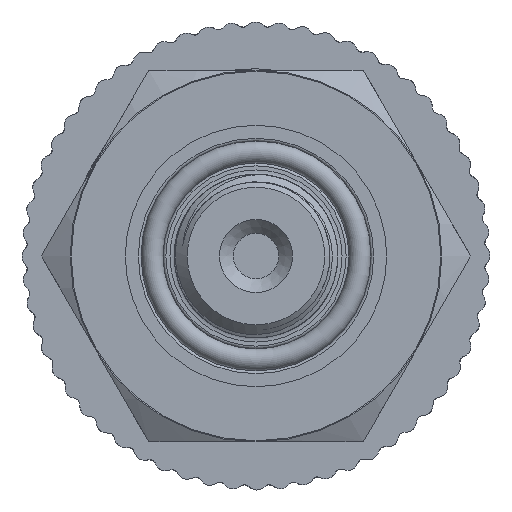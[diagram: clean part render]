
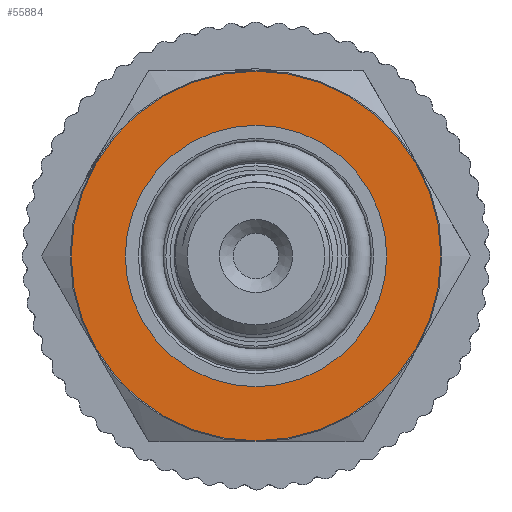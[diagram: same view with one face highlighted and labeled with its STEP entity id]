
A CAD part, left-side view. The second image highlights one B-rep face of the part: STEP entity #55884.
In plain terms, the highlighted planar face has unit normal (-1, 0, 0).
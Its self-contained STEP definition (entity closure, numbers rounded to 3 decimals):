
#5073=PLANE('',#59290);
#7223=FACE_BOUND('',#11808,.T.);
#8258=FACE_OUTER_BOUND('',#11807,.T.);
#11807=EDGE_LOOP('',(#38825));
#11808=EDGE_LOOP('',(#38826));
#15464=CIRCLE('',#59291,13.425);
#15465=CIRCLE('',#59292,9.5);
#22898=VERTEX_POINT('',#95169);
#22899=VERTEX_POINT('',#95171);
#29043=EDGE_CURVE('',#22898,#22898,#15464,.T.);
#29044=EDGE_CURVE('',#22899,#22899,#15465,.T.);
#38825=ORIENTED_EDGE('',*,*,#29043,.F.);
#38826=ORIENTED_EDGE('',*,*,#29044,.T.);
#55884=ADVANCED_FACE('',(#8258,#7223),#5073,.F.);
#59290=AXIS2_PLACEMENT_3D('',#95168,#67458,#67459);
#59291=AXIS2_PLACEMENT_3D('',#95170,#67460,#67461);
#59292=AXIS2_PLACEMENT_3D('',#95172,#67462,#67463);
#67458=DIRECTION('center_axis',(1.,0.,0.));
#67459=DIRECTION('ref_axis',(0.,0.,-1.));
#67460=DIRECTION('center_axis',(1.,0.,0.));
#67461=DIRECTION('ref_axis',(0.,1.,0.));
#67462=DIRECTION('center_axis',(1.,0.,0.));
#67463=DIRECTION('ref_axis',(0.,0.,-1.));
#95168=CARTESIAN_POINT('Origin',(-48.,9.5,0.));
#95169=CARTESIAN_POINT('',(-48.,-13.425,0.));
#95170=CARTESIAN_POINT('Origin',(-48.,0.,0.));
#95171=CARTESIAN_POINT('',(-48.,-9.5,0.));
#95172=CARTESIAN_POINT('Origin',(-48.,0.,0.));
